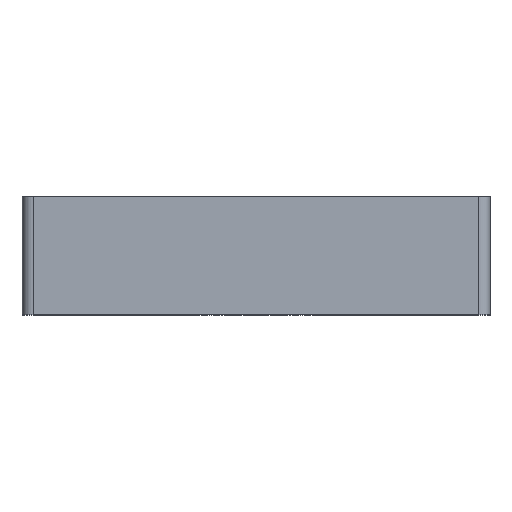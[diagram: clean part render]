
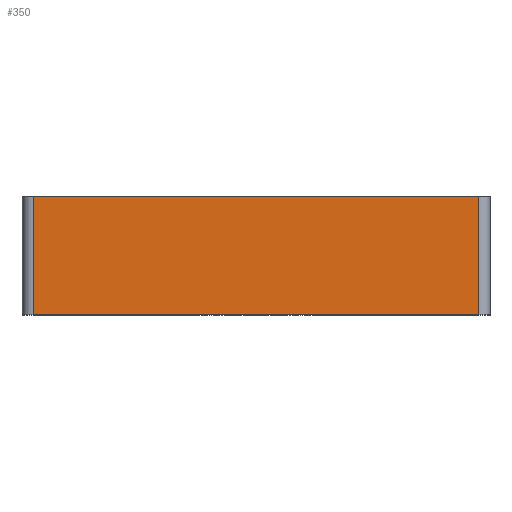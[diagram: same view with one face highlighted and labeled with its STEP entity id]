
A CAD part, top view. The second image highlights one B-rep face of the part: STEP entity #350.
In plain terms, the highlighted planar face has unit normal (0, 0, 1).
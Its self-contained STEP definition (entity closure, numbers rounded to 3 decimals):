
#323=AXIS2_PLACEMENT_3D('Plane Axis2P3D',#320,#321,#322) ;
#298=CARTESIAN_POINT('Vertex',(0.5,0.,35.1)) ;
#301=CARTESIAN_POINT('Line Origine',(0.5,2.6,35.1)) ;
#305=CARTESIAN_POINT('Vertex',(0.5,5.2,35.1)) ;
#320=CARTESIAN_POINT('Axis2P3D Location',(0.5,5.2,35.1)) ;
#325=CARTESIAN_POINT('Line Origine',(10.3,0.,35.1)) ;
#329=CARTESIAN_POINT('Vertex',(20.1,0.,35.1)) ;
#332=CARTESIAN_POINT('Line Origine',(20.1,2.6,35.1)) ;
#336=CARTESIAN_POINT('Vertex',(20.1,5.2,35.1)) ;
#339=CARTESIAN_POINT('Line Origine',(10.3,5.2,35.1)) ;
#302=DIRECTION('Vector Direction',(0.,1.,0.)) ;
#321=DIRECTION('Axis2P3D Direction',(0.,0.,-1.)) ;
#322=DIRECTION('Axis2P3D XDirection',(1.,0.,0.)) ;
#326=DIRECTION('Vector Direction',(1.,0.,0.)) ;
#333=DIRECTION('Vector Direction',(0.,-1.,0.)) ;
#340=DIRECTION('Vector Direction',(1.,0.,0.)) ;
#303=VECTOR('Line Direction',#302,1.) ;
#327=VECTOR('Line Direction',#326,1.) ;
#334=VECTOR('Line Direction',#333,1.) ;
#341=VECTOR('Line Direction',#340,1.) ;
#345=ORIENTED_EDGE('',*,*,#331,.T.) ;
#346=ORIENTED_EDGE('',*,*,#338,.F.) ;
#347=ORIENTED_EDGE('',*,*,#343,.F.) ;
#348=ORIENTED_EDGE('',*,*,#307,.T.) ;
#350=ADVANCED_FACE('KU',(#349),#324,.F.) ;
#307=EDGE_CURVE('',#306,#299,#304,.F.) ;
#331=EDGE_CURVE('',#299,#330,#328,.T.) ;
#338=EDGE_CURVE('',#337,#330,#335,.T.) ;
#343=EDGE_CURVE('',#306,#337,#342,.T.) ;
#344=EDGE_LOOP('',(#345,#346,#347,#348)) ;
#349=FACE_OUTER_BOUND('',#344,.T.) ;
#304=LINE('Line',#301,#303) ;
#328=LINE('Line',#325,#327) ;
#335=LINE('Line',#332,#334) ;
#342=LINE('Line',#339,#341) ;
#324=PLANE('',#323) ;
#299=VERTEX_POINT('',#298) ;
#306=VERTEX_POINT('',#305) ;
#330=VERTEX_POINT('',#329) ;
#337=VERTEX_POINT('',#336) ;
